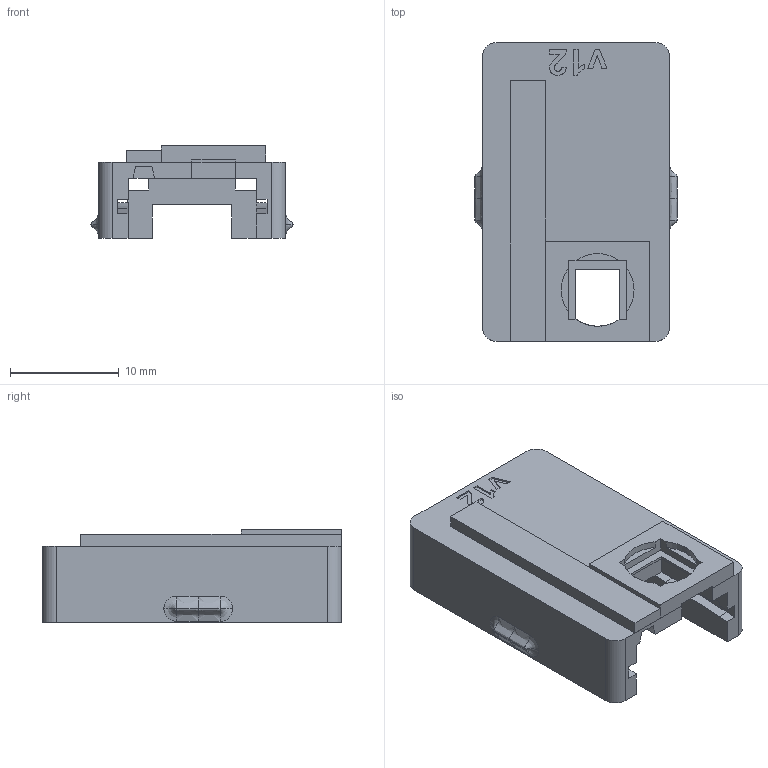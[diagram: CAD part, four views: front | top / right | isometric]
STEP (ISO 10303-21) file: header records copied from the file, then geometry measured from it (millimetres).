
FILE_DESCRIPTION(('FreeCAD Model'),'2;1');
FILE_NAME('Open CASCADE Shape Model','2025-03-20T11:42:57',(''),(''), 'Open CASCADE STEP processor 7.6','FreeCAD','Unknown');
FILE_SCHEMA(('AUTOMOTIVE_DESIGN { 1 0 10303 214 1 1 1 1 }'));
Length unit declared in the file: millimetre
Products named in the file (1): HMV080_Enclosure_Inner_Shell_001
Bounding box: 18.6 x 27.5 x 8.54 mm (x, y, z)
Volume: 1592.8 mm3; surface area: 2087.4 mm2
Topology: 1 solids, 1 shells, 155 faces, 467 edges, 302 vertices
Faces by surface type: plane 103, extrusion 35, cylinder 9, revolution 8
Entity records: 6189 total; most frequent: CARTESIAN_POINT 2165, ORIENTED_EDGE 918, DIRECTION 658, EDGE_CURVE 459, VECTOR 388, LINE 353, VERTEX_POINT 302, FACE_BOUND 161
